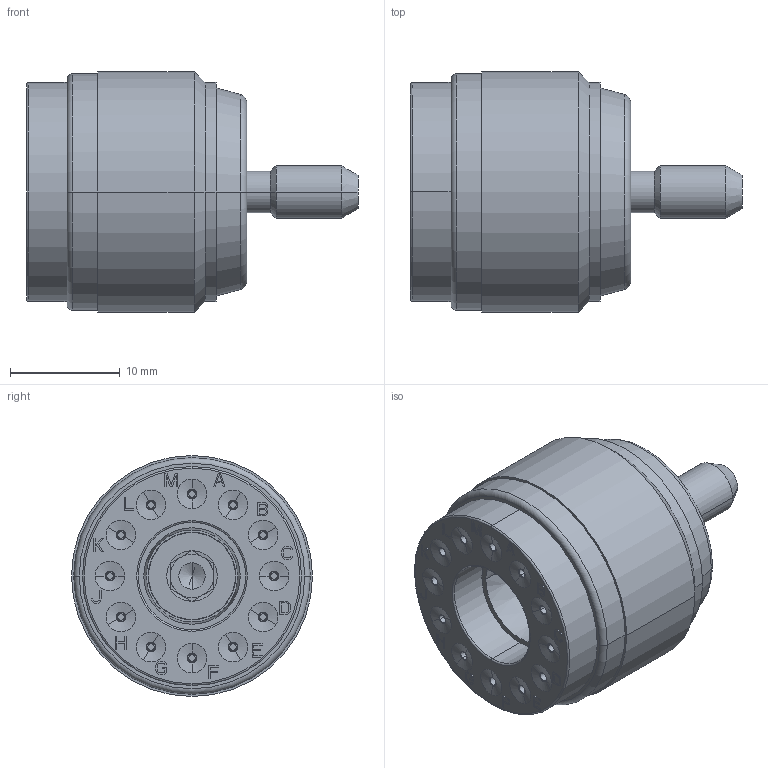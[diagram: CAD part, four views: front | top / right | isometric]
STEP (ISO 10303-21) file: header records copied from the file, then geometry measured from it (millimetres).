
FILE_DESCRIPTION((''),'2;1');
FILE_NAME('00117427000','2020-03-10T',('presta_be4'),(''),'CREO PARAMETRIC BY PTC INC, 2018360','CREO PARAMETRIC BY PTC INC, 2018360','');
FILE_SCHEMA(('CONFIG_CONTROL_DESIGN'));
Length unit declared in the file: millimetre
Products named in the file (1): 00117427000
Bounding box: 30.32 x 22 x 22 mm (x, y, z)
Volume: 4921.7 mm3; surface area: 5766.9 mm2
Topology: 3 solids, 3 shells, 1128 faces, 2647 edges, 1618 vertices
Faces by surface type: plane 380, cylinder 348, torus 214, cone 186
Entity records: 33723 total; most frequent: CARTESIAN_POINT 6851, DIRECTION 6121, ORIENTED_EDGE 5286, EDGE_CURVE 2643, AXIS2_PLACEMENT_3D 2420, VERTEX_POINT 1618, CIRCLE 1292, VECTOR 1281
